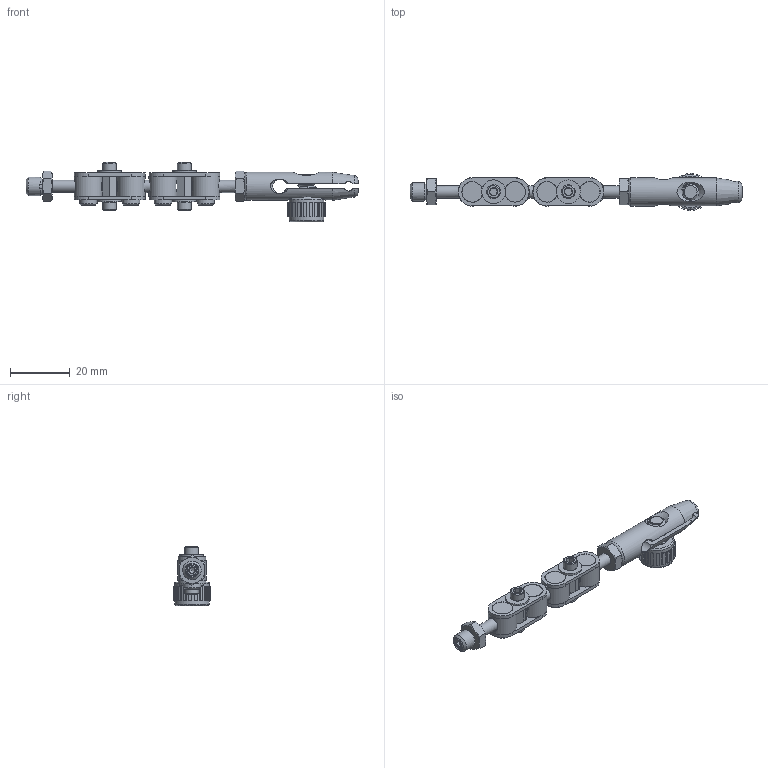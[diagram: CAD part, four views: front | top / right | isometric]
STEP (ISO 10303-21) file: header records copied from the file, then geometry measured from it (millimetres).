
FILE_DESCRIPTION (( 'STEP AP203' ), '1' );
FILE_NAME ('20190000_step.STEP', '2023-04-19T18:54:28', ( '' ), ( '' ), 'SwSTEP 2.0', 'SolidWorks 2016', '' );
FILE_SCHEMA (( 'CONFIG_CONTROL_DESIGN' ));
Length unit declared in the file: inch
Products named in the file (1): 20190000_step
Bounding box: 111.51 x 12.58 x 19.88 mm (x, y, z)
Volume: 6951.1 mm3; surface area: 6576.8 mm2
Topology: 1 solids, 11 shells, 861 faces, 2170 edges, 1364 vertices
Faces by surface type: plane 583, cone 154, cylinder 106, bspline 13, torus 5
Full cylindrical faces by diameter (mm): 2.381 x4, 2.845 x4, 3.175 x4, 3.454 x6, 4.166 x5, 4.648 x4, 5.842 x4, 6.223 x1, 6.528 x1, 6.858 x8, 6.985 x8, 7.925 x4, 9.525 x3, 11.684 x1
Entity records: 30167 total; most frequent: CARTESIAN_POINT 10688, ORIENTED_EDGE 3936, DIRECTION 3874, EDGE_CURVE 1968, AXIS2_PLACEMENT_3D 1307, VERTEX_POINT 1278, LINE 1260, VECTOR 1260
